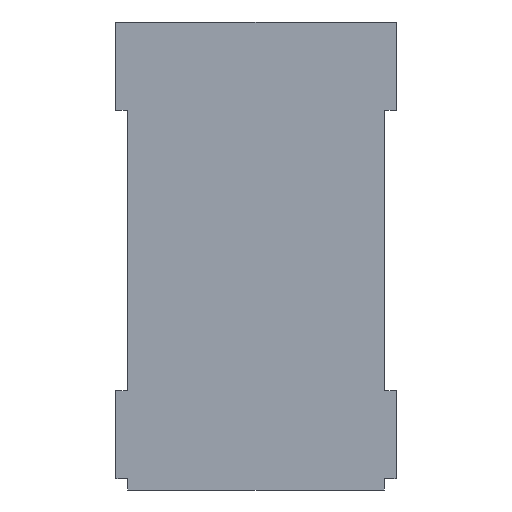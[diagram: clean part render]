
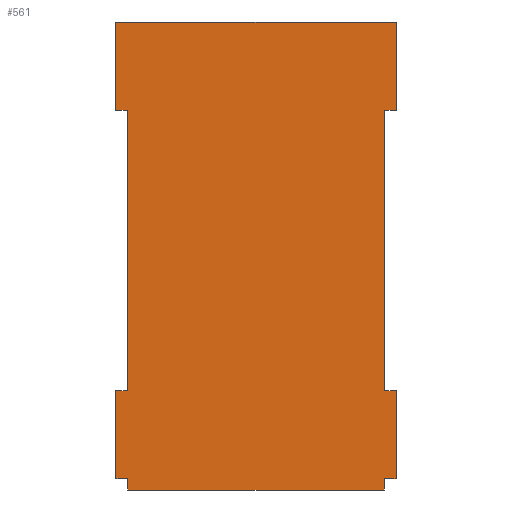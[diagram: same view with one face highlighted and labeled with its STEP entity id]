
A CAD part, front view. The second image highlights one B-rep face of the part: STEP entity #561.
In plain terms, the highlighted planar face has unit normal (0, -1, 0).
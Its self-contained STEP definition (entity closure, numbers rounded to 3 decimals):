
#48=CARTESIAN_POINT('Line Origine',(157.6,69.1,163.)) ;
#52=CARTESIAN_POINT('Vertex',(157.6,69.1,164.)) ;
#54=CARTESIAN_POINT('Vertex',(157.6,69.1,162.)) ;
#99=CARTESIAN_POINT('Vertex',(203.4,69.1,162.)) ;
#102=CARTESIAN_POINT('Line Origine',(180.5,69.1,162.)) ;
#130=CARTESIAN_POINT('Vertex',(203.4,69.1,164.)) ;
#133=CARTESIAN_POINT('Line Origine',(203.4,69.1,163.)) ;
#150=CARTESIAN_POINT('Line Origine',(180.5,69.1,245.5)) ;
#154=CARTESIAN_POINT('Vertex',(205.5,69.1,245.5)) ;
#156=CARTESIAN_POINT('Vertex',(155.5,69.1,245.5)) ;
#194=CARTESIAN_POINT('Vertex',(155.5,69.1,229.75)) ;
#199=CARTESIAN_POINT('Line Origine',(155.5,69.1,237.625)) ;
#221=CARTESIAN_POINT('Line Origine',(156.5,69.1,229.75)) ;
#225=CARTESIAN_POINT('Vertex',(157.5,69.1,229.75)) ;
#252=CARTESIAN_POINT('Line Origine',(157.5,69.1,204.75)) ;
#256=CARTESIAN_POINT('Vertex',(157.5,69.1,179.75)) ;
#283=CARTESIAN_POINT('Line Origine',(156.5,69.1,179.75)) ;
#287=CARTESIAN_POINT('Vertex',(155.5,69.1,179.75)) ;
#320=CARTESIAN_POINT('Vertex',(155.5,69.1,164.)) ;
#323=CARTESIAN_POINT('Line Origine',(155.5,69.1,171.875)) ;
#340=CARTESIAN_POINT('Line Origine',(156.55,69.1,164.)) ;
#368=CARTESIAN_POINT('Vertex',(205.5,69.1,164.)) ;
#371=CARTESIAN_POINT('Line Origine',(204.45,69.1,164.)) ;
#394=CARTESIAN_POINT('Vertex',(205.5,69.1,179.75)) ;
#397=CARTESIAN_POINT('Line Origine',(205.5,69.1,171.875)) ;
#414=CARTESIAN_POINT('Line Origine',(204.5,69.1,179.75)) ;
#418=CARTESIAN_POINT('Vertex',(203.5,69.1,179.75)) ;
#456=CARTESIAN_POINT('Vertex',(203.5,69.1,229.75)) ;
#459=CARTESIAN_POINT('Line Origine',(203.5,69.1,204.75)) ;
#471=CARTESIAN_POINT('Line Origine',(204.5,69.1,229.75)) ;
#475=CARTESIAN_POINT('Vertex',(205.5,69.1,229.75)) ;
#502=CARTESIAN_POINT('Line Origine',(205.5,69.1,237.625)) ;
#538=CARTESIAN_POINT('Axis2P3D Location',(205.5,69.1,164.)) ;
#50=VECTOR('Line Direction',#49,1.) ;
#104=VECTOR('Line Direction',#103,1.) ;
#135=VECTOR('Line Direction',#134,1.) ;
#152=VECTOR('Line Direction',#151,1.) ;
#201=VECTOR('Line Direction',#200,1.) ;
#223=VECTOR('Line Direction',#222,1.) ;
#254=VECTOR('Line Direction',#253,1.) ;
#285=VECTOR('Line Direction',#284,1.) ;
#325=VECTOR('Line Direction',#324,1.) ;
#342=VECTOR('Line Direction',#341,1.) ;
#373=VECTOR('Line Direction',#372,1.) ;
#399=VECTOR('Line Direction',#398,1.) ;
#416=VECTOR('Line Direction',#415,1.) ;
#461=VECTOR('Line Direction',#460,1.) ;
#473=VECTOR('Line Direction',#472,1.) ;
#504=VECTOR('Line Direction',#503,1.) ;
#49=DIRECTION('Vector Direction',(0.,0.,-1.)) ;
#103=DIRECTION('Vector Direction',(1.,0.,0.)) ;
#134=DIRECTION('Vector Direction',(0.,0.,-1.)) ;
#151=DIRECTION('Vector Direction',(-1.,0.,0.)) ;
#200=DIRECTION('Vector Direction',(0.,0.,1.)) ;
#222=DIRECTION('Vector Direction',(1.,0.,0.)) ;
#253=DIRECTION('Vector Direction',(0.,0.,-1.)) ;
#284=DIRECTION('Vector Direction',(1.,0.,0.)) ;
#324=DIRECTION('Vector Direction',(0.,0.,1.)) ;
#341=DIRECTION('Vector Direction',(-1.,0.,0.)) ;
#372=DIRECTION('Vector Direction',(-1.,0.,0.)) ;
#398=DIRECTION('Vector Direction',(0.,0.,1.)) ;
#415=DIRECTION('Vector Direction',(1.,0.,0.)) ;
#460=DIRECTION('Vector Direction',(0.,0.,-1.)) ;
#472=DIRECTION('Vector Direction',(1.,0.,0.)) ;
#503=DIRECTION('Vector Direction',(0.,0.,1.)) ;
#539=DIRECTION('Axis2P3D Direction',(0.,1.,-0.)) ;
#540=DIRECTION('Axis2P3D XDirection',(-1.,0.,0.)) ;
#541=AXIS2_PLACEMENT_3D('Plane Axis2P3D',#538,#539,#540) ;
#51=LINE('Line',#48,#50) ;
#105=LINE('Line',#102,#104) ;
#136=LINE('Line',#133,#135) ;
#153=LINE('Line',#150,#152) ;
#202=LINE('Line',#199,#201) ;
#224=LINE('Line',#221,#223) ;
#255=LINE('Line',#252,#254) ;
#286=LINE('Line',#283,#285) ;
#326=LINE('Line',#323,#325) ;
#343=LINE('Line',#340,#342) ;
#374=LINE('Line',#371,#373) ;
#400=LINE('Line',#397,#399) ;
#417=LINE('Line',#414,#416) ;
#462=LINE('Line',#459,#461) ;
#474=LINE('Line',#471,#473) ;
#505=LINE('Line',#502,#504) ;
#542=PLANE('',#541) ;
#56=EDGE_CURVE('',#53,#55,#51,.T.) ;
#106=EDGE_CURVE('',#100,#55,#105,.F.) ;
#137=EDGE_CURVE('',#131,#100,#136,.T.) ;
#158=EDGE_CURVE('',#155,#157,#153,.T.) ;
#203=EDGE_CURVE('',#195,#157,#202,.T.) ;
#227=EDGE_CURVE('',#195,#226,#224,.T.) ;
#258=EDGE_CURVE('',#226,#257,#255,.T.) ;
#289=EDGE_CURVE('',#288,#257,#286,.T.) ;
#327=EDGE_CURVE('',#321,#288,#326,.T.) ;
#344=EDGE_CURVE('',#53,#321,#343,.T.) ;
#375=EDGE_CURVE('',#369,#131,#374,.T.) ;
#401=EDGE_CURVE('',#369,#395,#400,.T.) ;
#420=EDGE_CURVE('',#419,#395,#417,.T.) ;
#463=EDGE_CURVE('',#457,#419,#462,.T.) ;
#477=EDGE_CURVE('',#457,#476,#474,.T.) ;
#506=EDGE_CURVE('',#476,#155,#505,.T.) ;
#544=ORIENTED_EDGE('',*,*,#137,.F.) ;
#545=ORIENTED_EDGE('',*,*,#375,.F.) ;
#546=ORIENTED_EDGE('',*,*,#401,.T.) ;
#547=ORIENTED_EDGE('',*,*,#420,.F.) ;
#548=ORIENTED_EDGE('',*,*,#463,.F.) ;
#549=ORIENTED_EDGE('',*,*,#477,.T.) ;
#550=ORIENTED_EDGE('',*,*,#506,.T.) ;
#551=ORIENTED_EDGE('',*,*,#158,.T.) ;
#552=ORIENTED_EDGE('',*,*,#203,.F.) ;
#553=ORIENTED_EDGE('',*,*,#227,.T.) ;
#554=ORIENTED_EDGE('',*,*,#258,.T.) ;
#555=ORIENTED_EDGE('',*,*,#289,.F.) ;
#556=ORIENTED_EDGE('',*,*,#327,.F.) ;
#557=ORIENTED_EDGE('',*,*,#344,.F.) ;
#558=ORIENTED_EDGE('',*,*,#56,.T.) ;
#559=ORIENTED_EDGE('',*,*,#106,.F.) ;
#543=EDGE_LOOP('',(#544,#545,#546,#547,#548,#549,#550,#551,#552,#553,#554,#555,#556,#557,#558,#559)) ;
#53=VERTEX_POINT('',#52) ;
#55=VERTEX_POINT('',#54) ;
#100=VERTEX_POINT('',#99) ;
#131=VERTEX_POINT('',#130) ;
#155=VERTEX_POINT('',#154) ;
#157=VERTEX_POINT('',#156) ;
#195=VERTEX_POINT('',#194) ;
#226=VERTEX_POINT('',#225) ;
#257=VERTEX_POINT('',#256) ;
#288=VERTEX_POINT('',#287) ;
#321=VERTEX_POINT('',#320) ;
#369=VERTEX_POINT('',#368) ;
#395=VERTEX_POINT('',#394) ;
#419=VERTEX_POINT('',#418) ;
#457=VERTEX_POINT('',#456) ;
#476=VERTEX_POINT('',#475) ;
#561=ADVANCED_FACE('Corps principal',(#560),#542,.F.) ;
#560=FACE_OUTER_BOUND('',#543,.T.) ;
